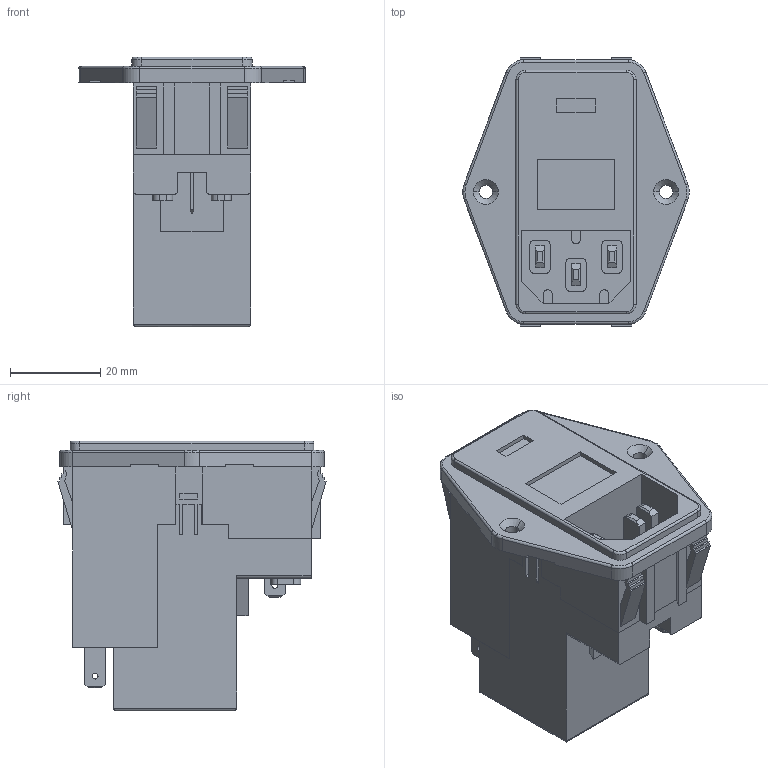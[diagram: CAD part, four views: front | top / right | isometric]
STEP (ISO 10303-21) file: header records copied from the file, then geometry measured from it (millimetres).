
FILE_DESCRIPTION (( 'STEP AP203' ), '1' );
FILE_NAME ('83543040.STEP', '2007-07-23T15:27:34', ( ' ' ), ( ' ' ), 'SwSTEP 2.0', 'SolidWorks 2007', '' );
FILE_SCHEMA (( 'CONFIG_CONTROL_DESIGN' ));
Length unit declared in the file: millimetre
Products named in the file (1): 83543040
Bounding box: 50.29 x 59.52 x 59.81 mm (x, y, z)
Volume: 62608.4 mm3; surface area: 21864.4 mm2
Topology: 1 solids, 1 shells, 576 faces, 1608 edges, 1062 vertices
Faces by surface type: plane 443, cylinder 81, bspline 37, torus 11, cone 4
Entity records: 20375 total; most frequent: CARTESIAN_POINT 5493, ORIENTED_EDGE 3216, DIRECTION 2781, EDGE_CURVE 1608, LINE 1359, VECTOR 1359, VERTEX_POINT 1062, AXIS2_PLACEMENT_3D 711
